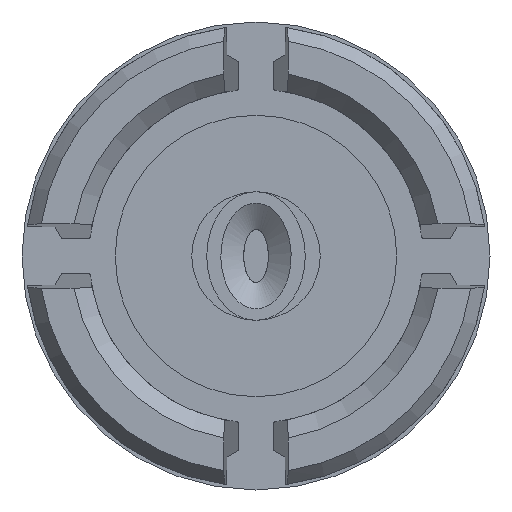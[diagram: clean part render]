
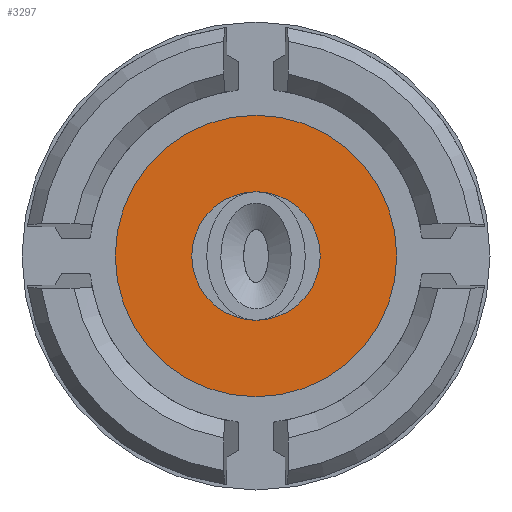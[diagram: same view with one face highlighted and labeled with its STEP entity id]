
A CAD part, left-side view. The second image highlights one B-rep face of the part: STEP entity #3297.
In plain terms, the highlighted planar face has unit normal (-1, 0, 0).
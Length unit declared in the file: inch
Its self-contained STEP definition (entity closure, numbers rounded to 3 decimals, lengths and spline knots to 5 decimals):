
#159 = PLANE ( 'NONE',  #3956 ) ;
#388 = DIRECTION ( 'NONE',  ( -1., 0., 0. ) ) ;
#520 = DIRECTION ( 'NONE',  ( 0., 0., 1. ) ) ;
#720 = DIRECTION ( 'NONE',  ( 0., 0., 1. ) ) ;
#809 = AXIS2_PLACEMENT_3D ( 'NONE', #3170, #388, #720 ) ;
#1057 = CARTESIAN_POINT ( 'NONE',  ( 0.005, 0., 0. ) ) ;
#1308 = VERTEX_POINT ( 'NONE', #3783 ) ;
#1397 = CARTESIAN_POINT ( 'NONE',  ( 0.005, 0., 0.01825 ) ) ;
#1422 = EDGE_CURVE ( 'NONE', #1308, #1308, #2878, .T. ) ;
#1507 = AXIS2_PLACEMENT_3D ( 'NONE', #1057, #3305, #520 ) ;
#2119 = FACE_BOUND ( 'NONE', #3079, .T. ) ;
#2223 = DIRECTION ( 'NONE',  ( -1., 0., 0. ) ) ;
#2644 = ORIENTED_EDGE ( 'NONE', *, *, #1422, .T. ) ;
#2835 = EDGE_LOOP ( 'NONE', ( #2644 ) ) ;
#2862 = FACE_OUTER_BOUND ( 'NONE', #2835, .T. ) ;
#2878 = CIRCLE ( 'NONE', #1507, 0.04 ) ;
#2889 = CARTESIAN_POINT ( 'NONE',  ( 0.005, 0., 0. ) ) ;
#3079 = EDGE_LOOP ( 'NONE', ( #3582 ) ) ;
#3137 = CIRCLE ( 'NONE', #809, 0.01825 ) ;
#3170 = CARTESIAN_POINT ( 'NONE',  ( 0.005, 0., 0. ) ) ;
#3297 = ADVANCED_FACE ( 'NONE', ( #2119, #2862 ), #159, .T. ) ;
#3305 = DIRECTION ( 'NONE',  ( -1., 0., 0. ) ) ;
#3479 = DIRECTION ( 'NONE',  ( 0., 0., 1. ) ) ;
#3562 = VERTEX_POINT ( 'NONE', #1397 ) ;
#3582 = ORIENTED_EDGE ( 'NONE', *, *, #3851, .F. ) ;
#3783 = CARTESIAN_POINT ( 'NONE',  ( 0.005, 0., 0.04 ) ) ;
#3851 = EDGE_CURVE ( 'NONE', #3562, #3562, #3137, .T. ) ;
#3956 = AXIS2_PLACEMENT_3D ( 'NONE', #2889, #2223, #3479 ) ;
